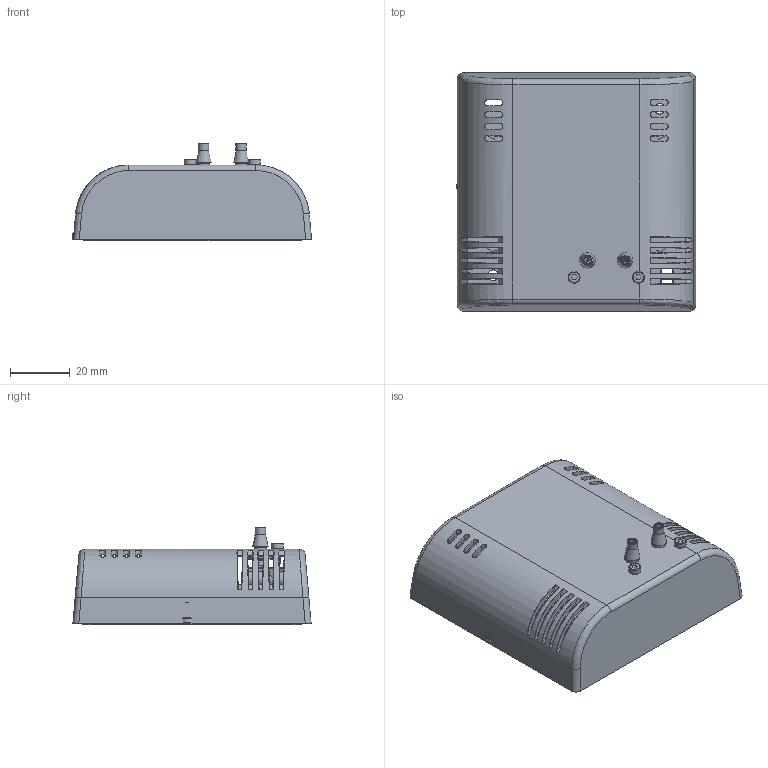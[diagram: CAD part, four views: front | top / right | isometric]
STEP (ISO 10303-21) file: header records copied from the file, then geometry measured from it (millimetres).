
FILE_DESCRIPTION(/* description */ (''),/* implementation_level */ '2;1');
FILE_NAME(/* name */ 'Wi-xxxR2xx.step',/* time_stamp */ '2021-07-29T08:30:54+02:00',/* author */ (''),/* organization */ (''),/* preprocessor_version */ 'ST-DEVELOPER v18.1',/* originating_system */ 'Autodesk Translation Framework v10.9.0.1377',/* authorisation */ '');
FILE_SCHEMA (('AUTOMOTIVE_DESIGN { 1 0 10303 214 3 1 1 }'));
Products named in the file (6): Wi-xxxR2xx; BASE_80; COPERCHIO_80_M; Sensirion_Differential_Pressure_Sensors_SDP810_STEP_file; sruba_M2; sruba_M2_B
Assembly tree (6 placements, depth 2):
  Wi-xxxR2xx
    BASE_80
    COPERCHIO_80_M
    Sensirion_Differential_Pressure_Sensors_SDP810_STEP_file
    sruba_M2
    sruba_M2_B  x2
Bounding box: 80.3 x 80 x 32.9 mm (x, y, z)
Volume: 31720.9 mm3; surface area: 41557 mm2
Topology: 6 solids, 6 shells, 1389 faces, 3619 edges, 2311 vertices
Faces by surface type: plane 788, cylinder 252, bspline 205, torus 82, cone 62
Full cylindrical faces by diameter (mm): 0.4 x2, 0.75 x2, 0.8 x4, 1 x2, 2 x5, 2.85 x2, 3.5 x2, 4 x7, 5 x2, 8 x2, 17 x1, 20 x1
Entity records: 50267 total; most frequent: CARTESIAN_POINT 16553, ORIENTED_EDGE 7182, DIRECTION 6253, EDGE_CURVE 3591, VERTEX_POINT 2293, LINE 2245, VECTOR 2245, AXIS2_PLACEMENT_3D 2004
